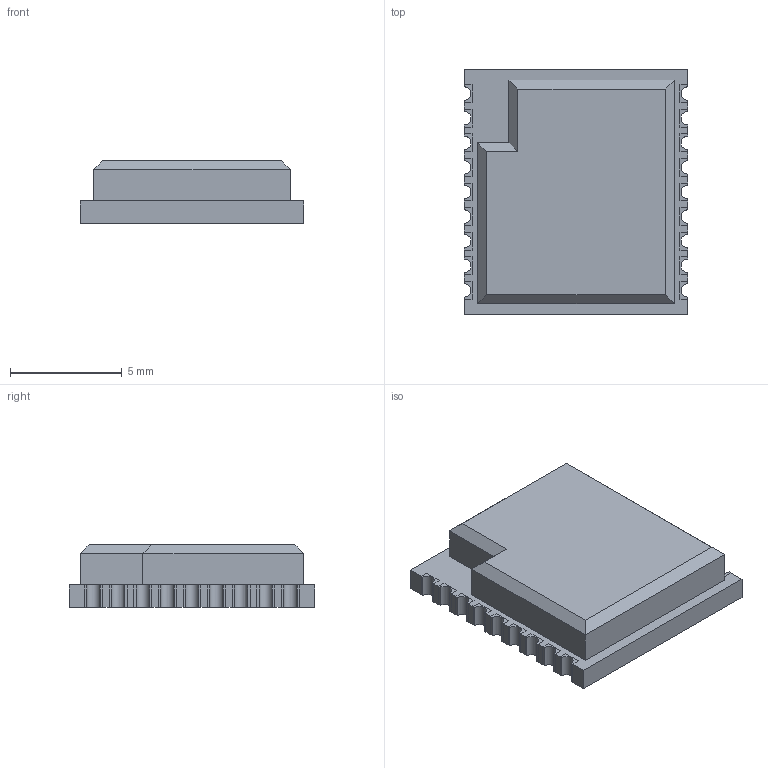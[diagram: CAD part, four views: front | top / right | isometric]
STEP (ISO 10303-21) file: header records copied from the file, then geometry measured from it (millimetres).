
FILE_DESCRIPTION(/* description */ (''),/* implementation_level */ '2;1');
FILE_NAME(/* name */ 'ESP-01F.step',/* time_stamp */ '2021-02-08T19:54:31+08:00',/* author */ (''),/* organization */ (''),/* preprocessor_version */ 'ST-DEVELOPER v18.1',/* originating_system */ 'Autodesk Translation Framework v9.7.0.1280',/* authorisation */ '');
FILE_SCHEMA (('AUTOMOTIVE_DESIGN { 1 0 10303 214 3 1 1 }'));
Length unit declared in the file: millimetre
Products named in the file (4): ESP-01F; Board; Pins; Shell
Assembly tree (3 placements, depth 2):
  ESP-01F
    Board
    Pins
    Shell
Bounding box: 10 x 11 x 2.8 mm (x, y, z)
Volume: 255.9 mm3; surface area: 543.8 mm2
Topology: 20 solids, 20 shells, 236 faces, 582 edges, 386 vertices
Faces by surface type: plane 218, cylinder 18
Entity records: 6993 total; most frequent: CARTESIAN_POINT 1212, ORIENTED_EDGE 1164, DIRECTION 1106, EDGE_CURVE 582, LINE 546, VECTOR 546, VERTEX_POINT 386, AXIS2_PLACEMENT_3D 280
